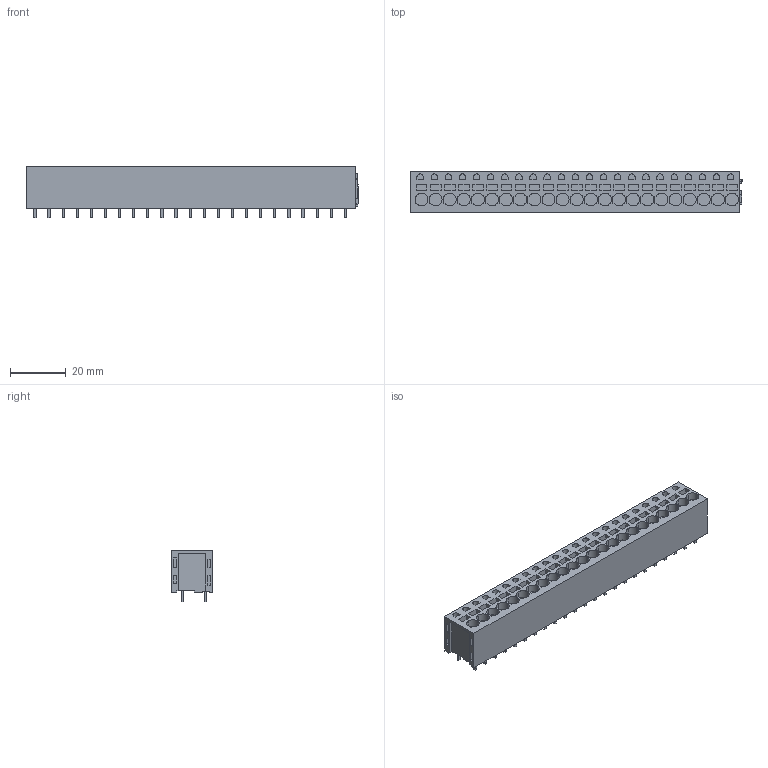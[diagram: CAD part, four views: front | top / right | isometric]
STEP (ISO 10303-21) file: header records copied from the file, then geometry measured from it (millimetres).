
FILE_DESCRIPTION(('CATIA V5 STEP Exchange','CAx-IF Rec.Pracs.--- Model Styling and Organization---1.2---2011-12-15'),'2;1');
FILE_NAME ('D1451922_0', '2018-04-09T14:12:36+00:00', ('none'), ('Weidmueller'), 'CATIA Version 5-6 Release 2014', 'CATIA V5 STEP AP214', 'none');
FILE_SCHEMA(('AUTOMOTIVE_DESIGN { 1 0 10303 214 1 1 1 1 }'));
Length unit declared in the file: millimetre
Products named in the file (1): 1426810000
Bounding box: 119.49 x 14.8 x 18.7 mm (x, y, z)
Volume: 24352.3 mm3; surface area: 10527 mm2
Topology: 47 solids, 47 shells, 775 faces, 1800 edges, 1200 vertices
Faces by surface type: plane 660, cylinder 115
Entity records: 21219 total; most frequent: CARTESIAN_POINT 3701, ORIENTED_EDGE 3600, DIRECTION 2979, EDGE_CURVE 1800, VECTOR 1570, LINE 1570, VERTEX_POINT 1200, EDGE_LOOP 856
